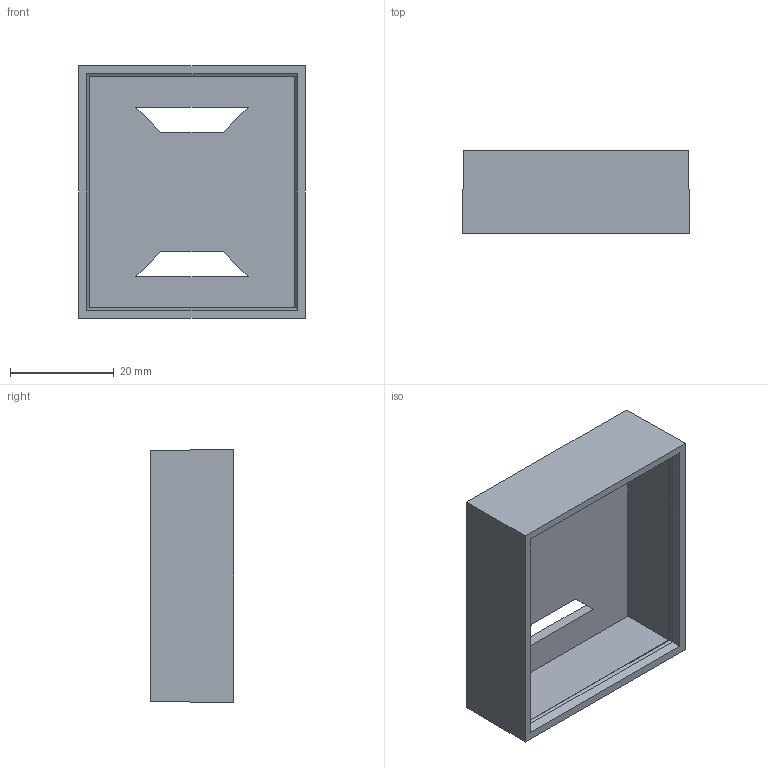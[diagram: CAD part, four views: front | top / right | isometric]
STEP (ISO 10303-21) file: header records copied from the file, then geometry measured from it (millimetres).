
FILE_DESCRIPTION (( 'STEP AP214' ), '1' );
FILE_NAME ('5901722.STEP', '2024-05-29T08:32:56', ( '' ), ( '' ), 'SwSTEP 2.0', 'SolidWorks 2022', '' );
FILE_SCHEMA (( 'AUTOMOTIVE_DESIGN' ));
Length unit declared in the file: millimetre
Products named in the file (1): 5901722
Bounding box: 43.6 x 16 x 48.6 mm (x, y, z)
Volume: 8227.4 mm3; surface area: 9403.4 mm2
Topology: 1 solids, 1 shells, 29 faces, 69 edges, 43 vertices
Faces by surface type: plane 23, cylinder 6
Entity records: 853 total; most frequent: CARTESIAN_POINT 163, ORIENTED_EDGE 138, DIRECTION 122, EDGE_CURVE 69, VECTOR 62, LINE 62, VERTEX_POINT 43, EDGE_LOOP 34
